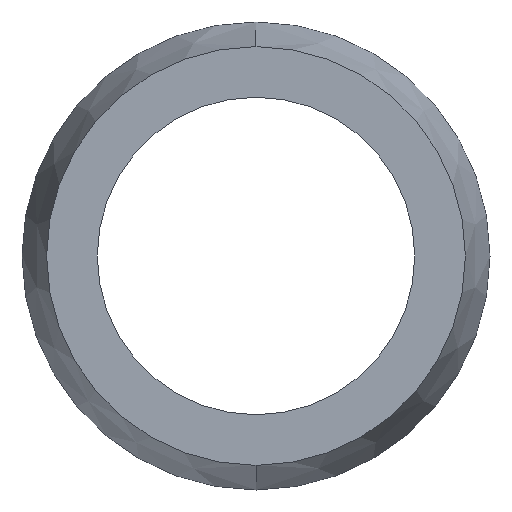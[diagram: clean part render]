
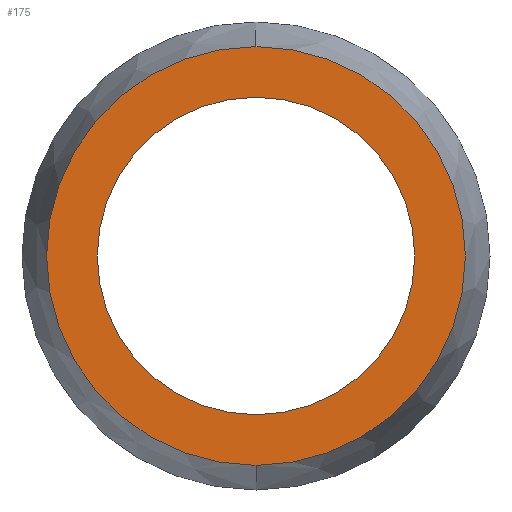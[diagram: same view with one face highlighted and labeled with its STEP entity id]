
A CAD part, left-side view. The second image highlights one B-rep face of the part: STEP entity #175.
In plain terms, the highlighted planar face has unit normal (-1, 0, 0).
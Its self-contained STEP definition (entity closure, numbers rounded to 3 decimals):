
#9 = VERTEX_POINT ( 'NONE', #383 ) ;
#10 = AXIS2_PLACEMENT_3D ( 'NONE', #153, #189, #259 ) ;
#11 = VERTEX_POINT ( 'NONE', #129 ) ;
#20 = ORIENTED_EDGE ( 'NONE', *, *, #239, .F. ) ;
#24 = CIRCLE ( 'NONE', #214, 25.053 ) ;
#31 = DIRECTION ( 'NONE',  ( 0., 0., 1. ) ) ;
#33 = DIRECTION ( 'NONE',  ( -1., 0., 0. ) ) ;
#35 = AXIS2_PLACEMENT_3D ( 'NONE', #130, #263, #343 ) ;
#38 = EDGE_CURVE ( 'NONE', #9, #11, #395, .T. ) ;
#40 = DIRECTION ( 'NONE',  ( 0., 0., 1. ) ) ;
#45 = VERTEX_POINT ( 'NONE', #324 ) ;
#60 = DIRECTION ( 'NONE',  ( -1., 0., 0. ) ) ;
#69 = ORIENTED_EDGE ( 'NONE', *, *, #203, .T. ) ;
#70 = FACE_OUTER_BOUND ( 'NONE', #349, .T. ) ;
#95 = CARTESIAN_POINT ( 'NONE',  ( 0., 0., 25.053 ) ) ;
#100 = PLANE ( 'NONE',  #35 ) ;
#103 = DIRECTION ( 'NONE',  ( -1., 0., 0. ) ) ;
#108 = ORIENTED_EDGE ( 'NONE', *, *, #202, .T. ) ;
#129 = CARTESIAN_POINT ( 'NONE',  ( 0., 0., 19. ) ) ;
#130 = CARTESIAN_POINT ( 'NONE',  ( 0., 25.053, 0. ) ) ;
#140 = CARTESIAN_POINT ( 'NONE',  ( 0., 0., 0. ) ) ;
#141 = ORIENTED_EDGE ( 'NONE', *, *, #38, .F. ) ;
#153 = CARTESIAN_POINT ( 'NONE',  ( 0., 0., 0. ) ) ;
#162 = EDGE_LOOP ( 'NONE', ( #20, #141 ) ) ;
#164 = FACE_BOUND ( 'NONE', #162, .T. ) ;
#175 = ADVANCED_FACE ( 'NONE', ( #164, #70 ), #100, .F. ) ;
#189 = DIRECTION ( 'NONE',  ( -1., 0., 0. ) ) ;
#202 = EDGE_CURVE ( 'NONE', #225, #45, #281, .T. ) ;
#203 = EDGE_CURVE ( 'NONE', #45, #225, #24, .T. ) ;
#214 = AXIS2_PLACEMENT_3D ( 'NONE', #271, #60, #297 ) ;
#225 = VERTEX_POINT ( 'NONE', #95 ) ;
#239 = EDGE_CURVE ( 'NONE', #11, #9, #266, .T. ) ;
#256 = AXIS2_PLACEMENT_3D ( 'NONE', #140, #33, #40 ) ;
#259 = DIRECTION ( 'NONE',  ( 0., 0., 1. ) ) ;
#263 = DIRECTION ( 'NONE',  ( 1., 0., 0. ) ) ;
#266 = CIRCLE ( 'NONE', #256, 19. ) ;
#268 = CARTESIAN_POINT ( 'NONE',  ( 0., 0., 0. ) ) ;
#271 = CARTESIAN_POINT ( 'NONE',  ( 0., 0., 0. ) ) ;
#281 = CIRCLE ( 'NONE', #406, 25.053 ) ;
#297 = DIRECTION ( 'NONE',  ( 0., 0., 1. ) ) ;
#324 = CARTESIAN_POINT ( 'NONE',  ( 0., 0., -25.053 ) ) ;
#343 = DIRECTION ( 'NONE',  ( 0., 0., -1. ) ) ;
#349 = EDGE_LOOP ( 'NONE', ( #69, #108 ) ) ;
#383 = CARTESIAN_POINT ( 'NONE',  ( 0., 0., -19. ) ) ;
#395 = CIRCLE ( 'NONE', #10, 19. ) ;
#406 = AXIS2_PLACEMENT_3D ( 'NONE', #268, #103, #31 ) ;
